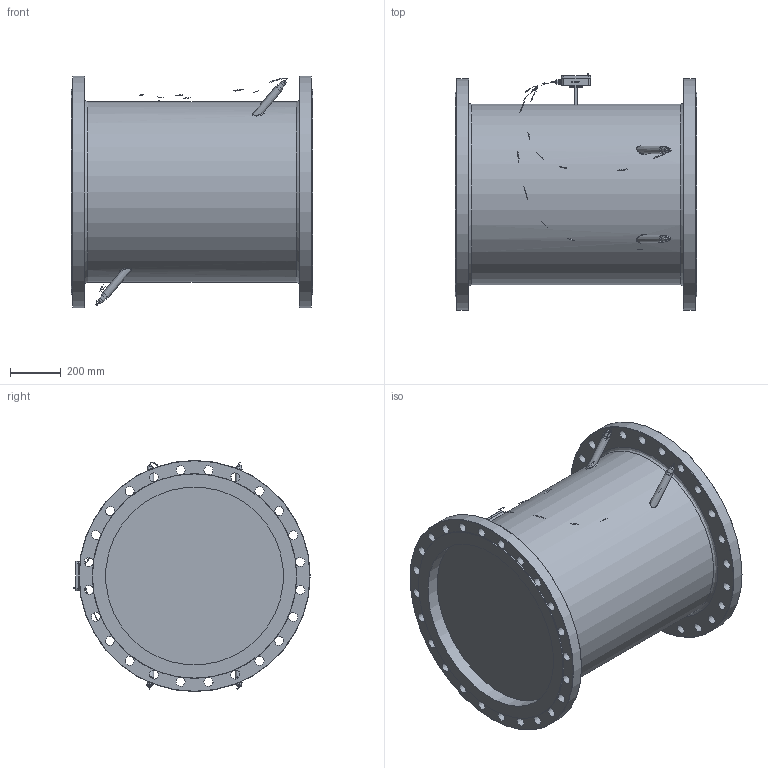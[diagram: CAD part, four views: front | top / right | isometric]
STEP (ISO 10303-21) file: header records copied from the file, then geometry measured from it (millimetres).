
FILE_DESCRIPTION(/* description */ (''),/* implementation_level */ '2;1');
FILE_NAME(/* name */ 'DN700.stp',/* time_stamp */ '2015-07-29T10:13:18+03:00',/* author */ ('ZavodPSI'),/* organization */ (''),/* preprocessor_version */ 'ST-DEVELOPER v15.6',/* originating_system */ 'Autodesk Inventor 2015',/* authorisation */ '');
FILE_SCHEMA (('AUTOMOTIVE_DESIGN { 1 0 10303 214 3 1 1 }'));
Length unit declared in the file: millimetre
Products named in the file (1): DN700
Bounding box: 950 x 930 x 910 mm (x, y, z)
Volume: 360067902.6 mm3; surface area: 4552183.8 mm2
Topology: 36 solids, 36 shells, 1044 faces, 2873 edges, 1888 vertices
Faces by surface type: plane 720, cylinder 275, bspline 31, torus 14, cone 4
Full cylindrical faces by diameter (mm): 2 x1, 4 x5, 6 x2, 12 x4, 14 x4, 21 x4, 23 x4, 30 x4, 36 x48, 700 x2, 710 x1, 804 x2, 910 x2
Entity records: 42890 total; most frequent: CARTESIAN_POINT 15620, ORIENTED_EDGE 5368, DIRECTION 5242, EDGE_CURVE 2684, LINE 2046, VECTOR 2046, VERTEX_POINT 1840, AXIS2_PLACEMENT_3D 1598
